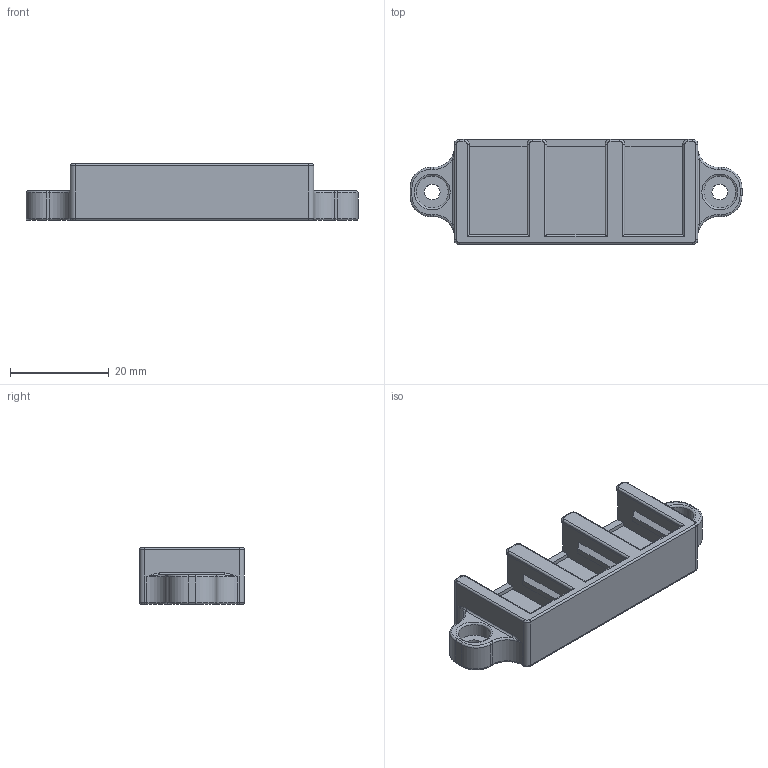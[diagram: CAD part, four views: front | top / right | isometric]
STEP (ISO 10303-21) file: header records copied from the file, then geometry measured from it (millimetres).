
FILE_DESCRIPTION(/* description */ (''),/* implementation_level */ '2;1');
FILE_NAME(/* name */ 'A-Bed_Power_Wago_Holder-X.stp',/* time_stamp */ '2020-12-26T12:45:07-08:00',/* author */ (''),/* organization */ (''),/* preprocessor_version */ 'ST-DEVELOPER v18.1',/* originating_system */ 'Autodesk Translation Framework v9.7.0.1280',/* authorisation */ '');
FILE_SCHEMA (('AUTOMOTIVE_DESIGN { 1 0 10303 214 3 1 1 }'));
Length unit declared in the file: millimetre
Products named in the file (1): FusionComponent
Bounding box: 67.4 x 21.3 x 11.55 mm (x, y, z)
Volume: 5312 mm3; surface area: 5776.9 mm2
Topology: 1 solids, 1 shells, 178 faces, 418 edges, 246 vertices
Faces by surface type: plane 82, cylinder 58, torus 34, bspline 4
Full cylindrical faces by diameter (mm): 3.2 x2, 6.5 x2
Entity records: 5204 total; most frequent: CARTESIAN_POINT 1035, DIRECTION 906, ORIENTED_EDGE 828, EDGE_CURVE 414, AXIS2_PLACEMENT_3D 325, LINE 256, VECTOR 256, VERTEX_POINT 246
